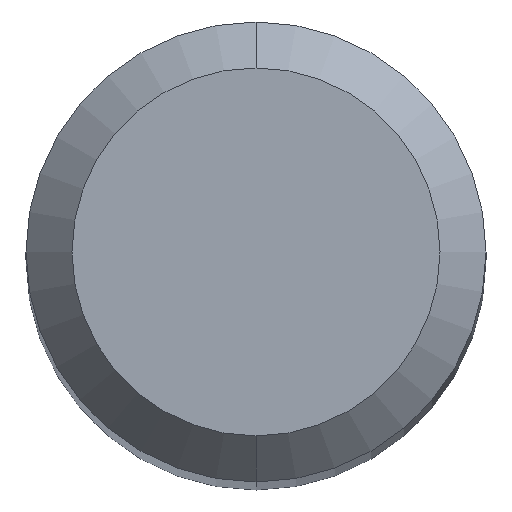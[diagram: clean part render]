
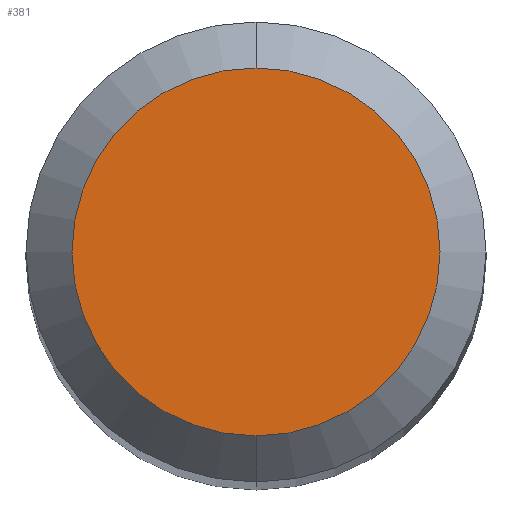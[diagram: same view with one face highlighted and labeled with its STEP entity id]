
A CAD part, top view. The second image highlights one B-rep face of the part: STEP entity #381.
In plain terms, the highlighted planar face has unit normal (0, 0, 1).
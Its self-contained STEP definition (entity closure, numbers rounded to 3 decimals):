
#195=VERTEX_POINT('',#503);
#201=VERTEX_POINT('',#510);
#313=EDGE_CURVE('',#201,#195,#629,.T.);
#373=EDGE_CURVE('',#195,#201,#695,.T.);
#381=ADVANCED_FACE('',(#704),#705,.T.);
#503=CARTESIAN_POINT('',(0.0,1.2,0.0));
#510=CARTESIAN_POINT('',(0.,-1.2,0.0));
#629=CIRCLE('',#1098,1.2);
#695=CIRCLE('',#1279,1.2);
#704=FACE_OUTER_BOUND('',#1290,.T.);
#705=PLANE('',#1291);
#1098=AXIS2_PLACEMENT_3D('',#1567,#1568,#1569);
#1279=AXIS2_PLACEMENT_3D('',#1643,#1644,#1645);
#1290=EDGE_LOOP('',(#1656,#1657));
#1291=AXIS2_PLACEMENT_3D('',#1658,#1659,#1660);
#1567=CARTESIAN_POINT('',(0.0,0.0,0.0));
#1568=DIRECTION('',(0.0,0.0,-1.0));
#1569=DIRECTION('',(0.0,1.0,0.0));
#1643=CARTESIAN_POINT('',(0.0,0.0,0.0));
#1644=DIRECTION('',(0.0,0.0,-1.0));
#1645=DIRECTION('',(0.0,1.0,0.0));
#1656=ORIENTED_EDGE('',*,*,#373,.F.);
#1657=ORIENTED_EDGE('',*,*,#313,.F.);
#1658=CARTESIAN_POINT('',(0.0,0.6,0.0));
#1659=DIRECTION('',(-0.0,0.0,1.0));
#1660=DIRECTION('',(0.0,-1.0,0.0));
